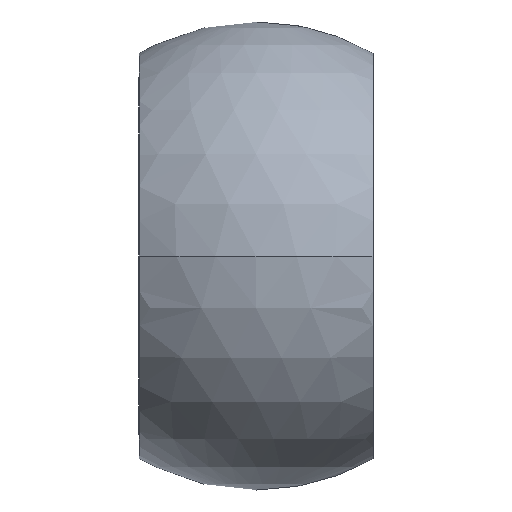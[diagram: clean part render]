
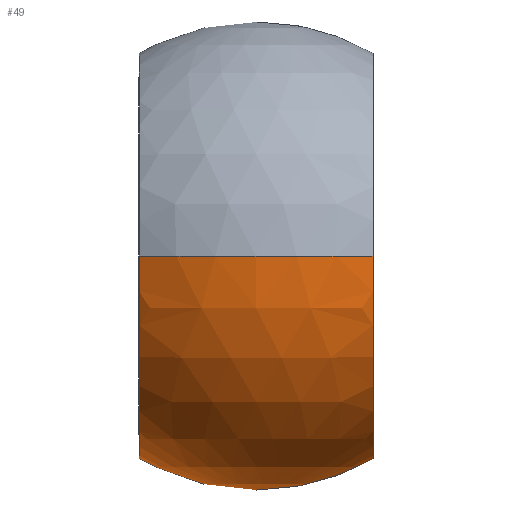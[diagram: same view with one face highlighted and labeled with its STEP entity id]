
A CAD part, front view. The second image highlights one B-rep face of the part: STEP entity #49.
In plain terms, the highlighted spherical face has radius 6 mm.
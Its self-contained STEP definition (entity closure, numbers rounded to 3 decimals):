
#2 = AXIS2_PLACEMENT_3D ( 'NONE', #108, #229, #353 ) ;
#12 = EDGE_CURVE ( 'NONE', #182, #224, #239, .T. ) ;
#23 = DIRECTION ( 'NONE',  ( 0., 1., 0. ) ) ;
#34 = CARTESIAN_POINT ( 'NONE',  ( 3., -5.196, 0. ) ) ;
#45 = ORIENTED_EDGE ( 'NONE', *, *, #12, .F. ) ;
#49 = ADVANCED_FACE ( 'NONE', ( #143 ), #141, .T. ) ;
#62 = DIRECTION ( 'NONE',  ( -1., 0., 0. ) ) ;
#65 = EDGE_CURVE ( 'NONE', #316, #182, #150, .T. ) ;
#69 = ORIENTED_EDGE ( 'NONE', *, *, #396, .F. ) ;
#79 = DIRECTION ( 'NONE',  ( 0., 0., -1. ) ) ;
#88 = CIRCLE ( 'NONE', #188, 5.196 ) ;
#92 = CIRCLE ( 'NONE', #138, 6. ) ;
#95 = EDGE_CURVE ( 'NONE', #127, #316, #207, .T. ) ;
#102 = DIRECTION ( 'NONE',  ( 0., 0., 1. ) ) ;
#106 = AXIS2_PLACEMENT_3D ( 'NONE', #291, #23, #357 ) ;
#107 = DIRECTION ( 'NONE',  ( 0., 0., -1. ) ) ;
#108 = CARTESIAN_POINT ( 'NONE',  ( 3., 0., 0. ) ) ;
#118 = DIRECTION ( 'NONE',  ( 0., -1., 0. ) ) ;
#127 = VERTEX_POINT ( 'NONE', #34 ) ;
#138 = AXIS2_PLACEMENT_3D ( 'NONE', #257, #102, #313 ) ;
#141 = SPHERICAL_SURFACE ( 'NONE', #209, 6. ) ;
#143 = FACE_OUTER_BOUND ( 'NONE', #314, .T. ) ;
#146 = CARTESIAN_POINT ( 'NONE',  ( 0., -6., 0. ) ) ;
#150 = CIRCLE ( 'NONE', #315, 3. ) ;
#179 = EDGE_CURVE ( 'NONE', #224, #252, #88, .T. ) ;
#182 = VERTEX_POINT ( 'NONE', #241 ) ;
#183 = CARTESIAN_POINT ( 'NONE',  ( 3., 5.196, 0. ) ) ;
#184 = ORIENTED_EDGE ( 'NONE', *, *, #179, .F. ) ;
#188 = AXIS2_PLACEMENT_3D ( 'NONE', #244, #62, #118 ) ;
#189 = ORIENTED_EDGE ( 'NONE', *, *, #65, .F. ) ;
#207 = CIRCLE ( 'NONE', #2, 5.196 ) ;
#208 = DIRECTION ( 'NONE',  ( 0., 0., -1. ) ) ;
#209 = AXIS2_PLACEMENT_3D ( 'NONE', #267, #107, #327 ) ;
#224 = VERTEX_POINT ( 'NONE', #237 ) ;
#229 = DIRECTION ( 'NONE',  ( 1., 0., 0. ) ) ;
#237 = CARTESIAN_POINT ( 'NONE',  ( -3., 5.196, 0. ) ) ;
#239 = CIRCLE ( 'NONE', #106, 3. ) ;
#240 = AXIS2_PLACEMENT_3D ( 'NONE', #275, #208, #394 ) ;
#241 = CARTESIAN_POINT ( 'NONE',  ( 0., 5.196, -3. ) ) ;
#244 = CARTESIAN_POINT ( 'NONE',  ( -3., 0., 0. ) ) ;
#252 = VERTEX_POINT ( 'NONE', #303 ) ;
#257 = CARTESIAN_POINT ( 'NONE',  ( 0., 0., 0. ) ) ;
#267 = CARTESIAN_POINT ( 'NONE',  ( 0., 0., 0. ) ) ;
#269 = VERTEX_POINT ( 'NONE', #146 ) ;
#275 = CARTESIAN_POINT ( 'NONE',  ( 0., 0., 0. ) ) ;
#291 = CARTESIAN_POINT ( 'NONE',  ( 0., 5.196, 0. ) ) ;
#297 = EDGE_CURVE ( 'NONE', #269, #252, #389, .T. ) ;
#303 = CARTESIAN_POINT ( 'NONE',  ( -3., -5.196, 0. ) ) ;
#313 = DIRECTION ( 'NONE',  ( 1., 0., 0. ) ) ;
#314 = EDGE_LOOP ( 'NONE', ( #69, #324, #184, #45, #189, #373 ) ) ;
#315 = AXIS2_PLACEMENT_3D ( 'NONE', #358, #326, #79 ) ;
#316 = VERTEX_POINT ( 'NONE', #183 ) ;
#324 = ORIENTED_EDGE ( 'NONE', *, *, #297, .T. ) ;
#326 = DIRECTION ( 'NONE',  ( 0., 1., 0. ) ) ;
#327 = DIRECTION ( 'NONE',  ( 1., 0., 0. ) ) ;
#353 = DIRECTION ( 'NONE',  ( 0., 1., 0. ) ) ;
#357 = DIRECTION ( 'NONE',  ( 0., 0., -1. ) ) ;
#358 = CARTESIAN_POINT ( 'NONE',  ( 0., 5.196, 0. ) ) ;
#373 = ORIENTED_EDGE ( 'NONE', *, *, #95, .F. ) ;
#389 = CIRCLE ( 'NONE', #240, 6. ) ;
#394 = DIRECTION ( 'NONE',  ( -1., 0., 0. ) ) ;
#396 = EDGE_CURVE ( 'NONE', #269, #127, #92, .T. ) ;
